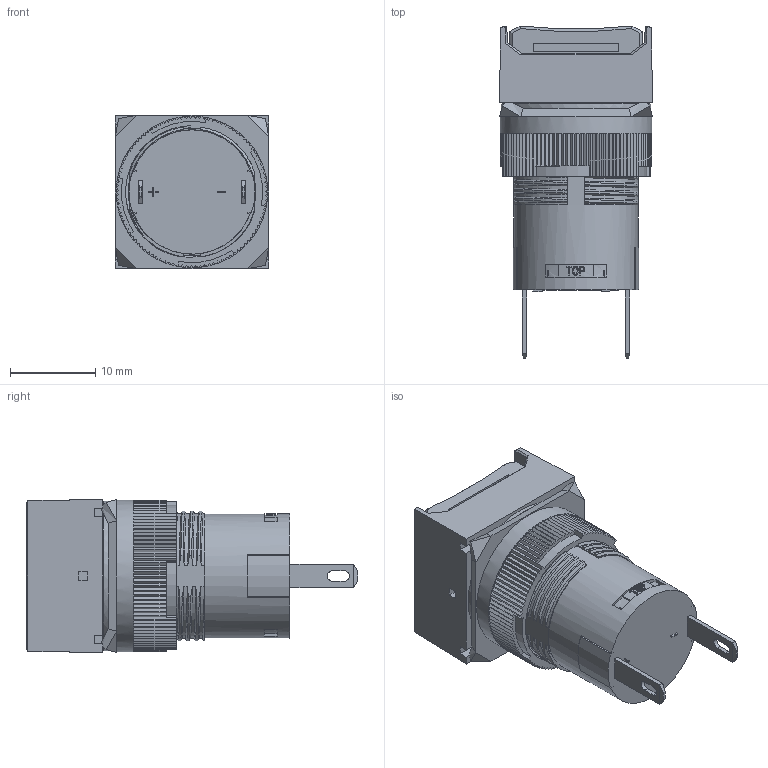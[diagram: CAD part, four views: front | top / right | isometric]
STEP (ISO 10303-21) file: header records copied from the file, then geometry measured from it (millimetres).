
FILE_DESCRIPTION( ( 'Unknown' ), '1' );
FILE_NAME( '零件1.stp', 'Unknown', ( 'Unknown' ), ( 'Unknown' ), 'XStep 1.0', 'Unknown', ' ' );
FILE_SCHEMA( ( 'automotive_design' ) );
Length unit declared in the file: millimetre
Products named in the file (1): 7
Bounding box: 18 x 39 x 18 mm (x, y, z)
Volume: 6526.7 mm3; surface area: 4460.7 mm2
Topology: 1 solids, 2 shells, 861 faces, 2667 edges, 1761 vertices
Faces by surface type: plane 550, cylinder 144, bspline 115, cone 52
Full cylindrical faces by diameter (mm): 14.6 x1, 16.5 x1, 16.8 x1, 17.6 x1, 17.8 x1
Entity records: 40952 total; most frequent: CARTESIAN_POINT 12111, ORIENTED_EDGE 5316, DIRECTION 3732, EDGE_CURVE 2658, VERTEX_POINT 1757, LINE 1670, VECTOR 1670, AXIS2_PLACEMENT_3D 1031
